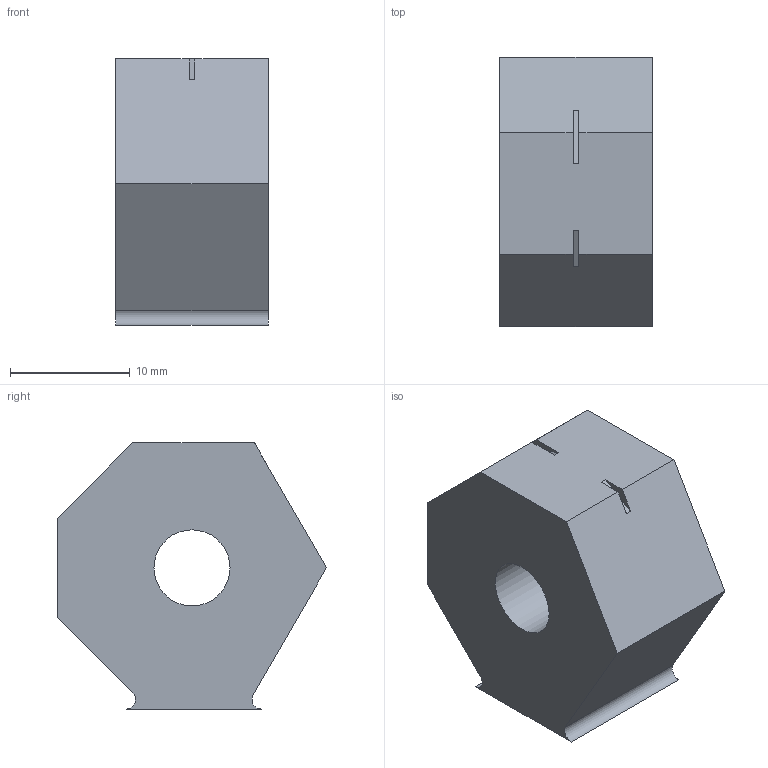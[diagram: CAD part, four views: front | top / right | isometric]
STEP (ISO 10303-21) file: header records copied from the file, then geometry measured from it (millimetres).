
FILE_DESCRIPTION(/* description */ (''),/* implementation_level */ '2;1');
FILE_NAME(/* name */ 'Parameter_quality_nut_2.stp',/* time_stamp */ '2020-07-31T11:16:34+02:00',/* author */ ('204042734'),/* organization */ (''),/* preprocessor_version */ 'ST-DEVELOPER v17',/* originating_system */ 'Autodesk Inventor 2018',/* authorisation */ '');
FILE_SCHEMA (('AUTOMOTIVE_DESIGN { 1 0 10303 214 3 1 1 }'));
Length unit declared in the file: inch
Products named in the file (2): OASIS_challenge_assy_v2; Parameter_quality_nut
Assembly tree (1 placements, depth 2):
  OASIS_challenge_assy_v2
    Parameter_quality_nut
Bounding box: 12.7 x 22.47 x 22.23 mm (x, y, z)
Volume: 4423.1 mm3; surface area: 1915.3 mm2
Topology: 1 solids, 1 shells, 18 faces, 50 edges, 36 vertices
Faces by surface type: plane 15, cylinder 3
Full cylindrical faces by diameter (mm): 6.35 x1
Entity records: 647 total; most frequent: CARTESIAN_POINT 105, ORIENTED_EDGE 96, DIRECTION 96, EDGE_CURVE 48, LINE 42, VECTOR 42, VERTEX_POINT 32, AXIS2_PLACEMENT_3D 27
